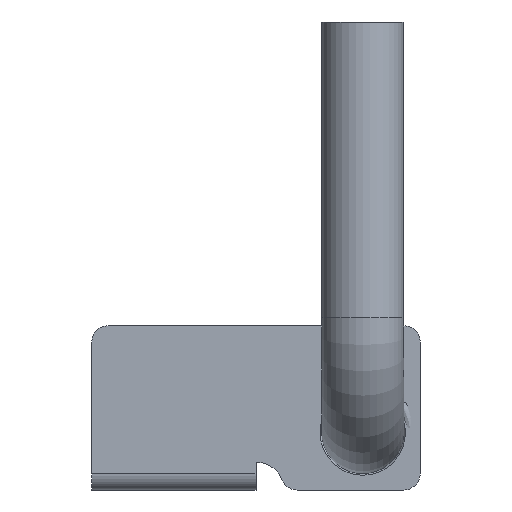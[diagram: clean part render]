
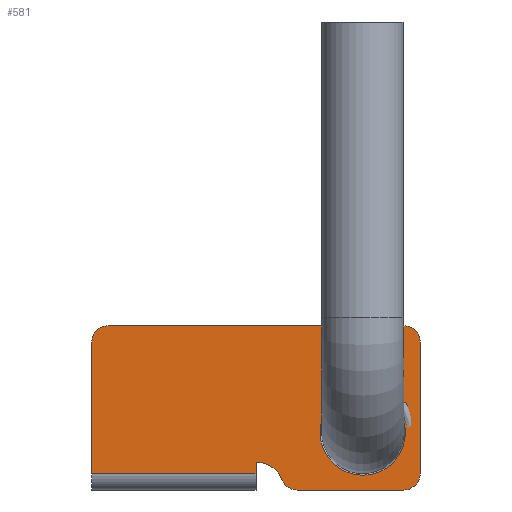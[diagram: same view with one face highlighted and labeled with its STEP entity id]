
A CAD part, front view. The second image highlights one B-rep face of the part: STEP entity #581.
In plain terms, the highlighted planar face has unit normal (0, -1, 0).
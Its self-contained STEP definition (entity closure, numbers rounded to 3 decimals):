
#100 = VERTEX_POINT('',#101);
#101 = CARTESIAN_POINT('',(0.,-16.7,1.597));
#107 = EDGE_CURVE('',#108,#100,#110,.T.);
#108 = VERTEX_POINT('',#109);
#109 = CARTESIAN_POINT('',(0.,-16.7,1.));
#110 = LINE('',#111,#112);
#111 = CARTESIAN_POINT('',(0.,-16.7,0.));
#112 = VECTOR('',#113,1.);
#113 = DIRECTION('',(0.,0.,1.));
#165 = EDGE_CURVE('',#166,#100,#168,.T.);
#166 = VERTEX_POINT('',#167);
#167 = CARTESIAN_POINT('',(0.106,-16.7,1.697));
#168 = CIRCLE('',#169,0.1);
#169 = AXIS2_PLACEMENT_3D('',#170,#171,#172);
#170 = CARTESIAN_POINT('',(0.1,-16.7,1.597));
#171 = DIRECTION('',(0.,-1.,0.));
#172 = DIRECTION('',(-0.685,0.,0.729)
  );
#197 = EDGE_CURVE('',#166,#198,#200,.T.);
#198 = VERTEX_POINT('',#199);
#199 = CARTESIAN_POINT('',(1.579,-16.7,0.63));
#200 = CIRCLE('',#201,1.7);
#201 = AXIS2_PLACEMENT_3D('',#202,#203,#204);
#202 = CARTESIAN_POINT('',(0.,-16.7,0.));
#203 = DIRECTION('',(0.,1.,0.));
#204 = DIRECTION('',(1.,0.,0.));
#562 = VERTEX_POINT('',#563);
#563 = CARTESIAN_POINT('',(2.508,-16.7,0.));
#569 = EDGE_CURVE('',#562,#198,#570,.T.);
#570 = CIRCLE('',#571,1.);
#571 = AXIS2_PLACEMENT_3D('',#572,#573,#574);
#572 = CARTESIAN_POINT('',(2.508,-16.7,1.));
#573 = DIRECTION('',(0.,1.,0.));
#574 = DIRECTION('',(-0.561,0.,-0.828
    ));
#581 = ADVANCED_FACE('',(#582,#653),#664,.T.);
#582 = FACE_BOUND('',#583,.T.);
#583 = EDGE_LOOP('',(#584,#585,#593,#602,#610,#619,#627,#636,#644,#650,
    #651,#652));
#584 = ORIENTED_EDGE('',*,*,#569,.F.);
#585 = ORIENTED_EDGE('',*,*,#586,.T.);
#586 = EDGE_CURVE('',#562,#587,#589,.T.);
#587 = VERTEX_POINT('',#588);
#588 = CARTESIAN_POINT('',(9.,-16.7,0.));
#589 = LINE('',#590,#591);
#590 = CARTESIAN_POINT('',(-10.,-16.7,0.));
#591 = VECTOR('',#592,1.);
#592 = DIRECTION('',(1.,0.,0.));
#593 = ORIENTED_EDGE('',*,*,#594,.F.);
#594 = EDGE_CURVE('',#595,#587,#597,.T.);
#595 = VERTEX_POINT('',#596);
#596 = CARTESIAN_POINT('',(10.,-16.7,1.));
#597 = CIRCLE('',#598,1.);
#598 = AXIS2_PLACEMENT_3D('',#599,#600,#601);
#599 = CARTESIAN_POINT('',(9.,-16.7,1.));
#600 = DIRECTION('',(0.,1.,0.));
#601 = DIRECTION('',(0.707,0.,-0.707)
  );
#602 = ORIENTED_EDGE('',*,*,#603,.T.);
#603 = EDGE_CURVE('',#595,#604,#606,.T.);
#604 = VERTEX_POINT('',#605);
#605 = CARTESIAN_POINT('',(10.,-16.7,9.));
#606 = LINE('',#607,#608);
#607 = CARTESIAN_POINT('',(10.,-16.7,0.));
#608 = VECTOR('',#609,1.);
#609 = DIRECTION('',(0.,0.,1.));
#610 = ORIENTED_EDGE('',*,*,#611,.F.);
#611 = EDGE_CURVE('',#612,#604,#614,.T.);
#612 = VERTEX_POINT('',#613);
#613 = CARTESIAN_POINT('',(9.,-16.7,10.));
#614 = CIRCLE('',#615,1.);
#615 = AXIS2_PLACEMENT_3D('',#616,#617,#618);
#616 = CARTESIAN_POINT('',(9.,-16.7,9.));
#617 = DIRECTION('',(0.,1.,0.));
#618 = DIRECTION('',(0.707,0.,0.707));
#619 = ORIENTED_EDGE('',*,*,#620,.F.);
#620 = EDGE_CURVE('',#621,#612,#623,.T.);
#621 = VERTEX_POINT('',#622);
#622 = CARTESIAN_POINT('',(-9.,-16.7,10.));
#623 = LINE('',#624,#625);
#624 = CARTESIAN_POINT('',(-10.,-16.7,10.));
#625 = VECTOR('',#626,1.);
#626 = DIRECTION('',(1.,0.,0.));
#627 = ORIENTED_EDGE('',*,*,#628,.F.);
#628 = EDGE_CURVE('',#629,#621,#631,.T.);
#629 = VERTEX_POINT('',#630);
#630 = CARTESIAN_POINT('',(-10.,-16.7,9.));
#631 = CIRCLE('',#632,1.);
#632 = AXIS2_PLACEMENT_3D('',#633,#634,#635);
#633 = CARTESIAN_POINT('',(-9.,-16.7,9.));
#634 = DIRECTION('',(0.,1.,0.));
#635 = DIRECTION('',(-0.707,0.,0.707)
  );
#636 = ORIENTED_EDGE('',*,*,#637,.F.);
#637 = EDGE_CURVE('',#638,#629,#640,.T.);
#638 = VERTEX_POINT('',#639);
#639 = CARTESIAN_POINT('',(-10.,-16.7,1.));
#640 = LINE('',#641,#642);
#641 = CARTESIAN_POINT('',(-10.,-16.7,0.));
#642 = VECTOR('',#643,1.);
#643 = DIRECTION('',(0.,0.,1.));
#644 = ORIENTED_EDGE('',*,*,#645,.F.);
#645 = EDGE_CURVE('',#108,#638,#646,.T.);
#646 = LINE('',#647,#648);
#647 = CARTESIAN_POINT('',(-5.,-16.7,1.));
#648 = VECTOR('',#649,1.);
#649 = DIRECTION('',(-1.,0.,0.));
#650 = ORIENTED_EDGE('',*,*,#107,.T.);
#651 = ORIENTED_EDGE('',*,*,#165,.F.);
#652 = ORIENTED_EDGE('',*,*,#197,.T.);
#653 = FACE_BOUND('',#654,.T.);
#654 = EDGE_LOOP('',(#655));
#655 = ORIENTED_EDGE('',*,*,#656,.T.);
#656 = EDGE_CURVE('',#657,#657,#659,.T.);
#657 = VERTEX_POINT('',#658);
#658 = CARTESIAN_POINT('',(3.9,-16.7,3.5));
#659 = CIRCLE('',#660,2.6);
#660 = AXIS2_PLACEMENT_3D('',#661,#662,#663);
#661 = CARTESIAN_POINT('',(6.5,-16.7,3.5));
#662 = DIRECTION('',(0.,1.,0.));
#663 = DIRECTION('',(1.,0.,0.));
#664 = PLANE('',#665);
#665 = AXIS2_PLACEMENT_3D('',#666,#667,#668);
#666 = CARTESIAN_POINT('',(-10.,-16.7,0.));
#667 = DIRECTION('',(0.,-1.,0.));
#668 = DIRECTION('',(1.,0.,0.));
